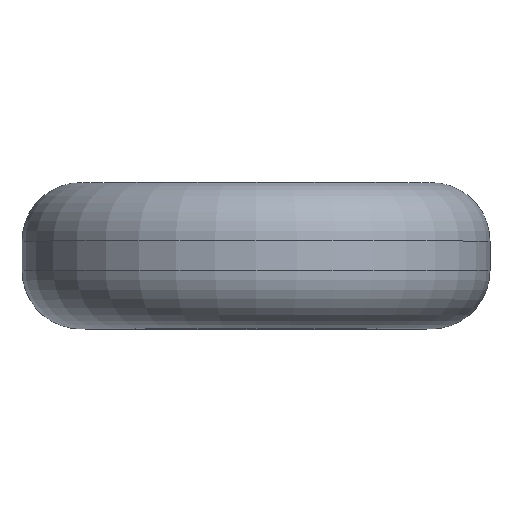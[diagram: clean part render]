
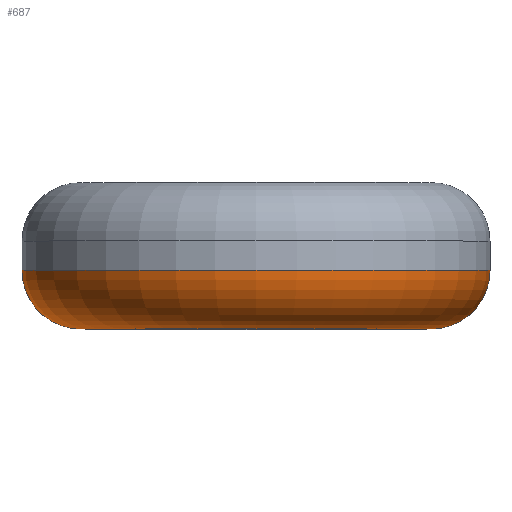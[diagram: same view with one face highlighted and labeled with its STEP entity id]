
A CAD part, top view. The second image highlights one B-rep face of the part: STEP entity #687.
In plain terms, the highlighted toroidal (fillet/blend) face has major radius 3 mm and minor radius 1 mm.
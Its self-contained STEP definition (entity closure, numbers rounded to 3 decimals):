
#687 = ADVANCED_FACE('',(#688),#726,.T.);
#688 = FACE_BOUND('',#689,.T.);
#689 = EDGE_LOOP('',(#690,#701,#710,#719));
#690 = ORIENTED_EDGE('',*,*,#691,.F.);
#691 = EDGE_CURVE('',#692,#694,#696,.T.);
#692 = VERTEX_POINT('',#693);
#693 = CARTESIAN_POINT('',(-1.6,-0.928,6.367));
#694 = VERTEX_POINT('',#695);
#695 = CARTESIAN_POINT('',(6.4,-0.928,6.367));
#696 = CIRCLE('',#697,4.);
#697 = AXIS2_PLACEMENT_3D('',#698,#699,#700);
#698 = CARTESIAN_POINT('',(2.4,-0.928,6.367));
#699 = DIRECTION('',(0.,1.,0.));
#700 = DIRECTION('',(1.,0.,0.));
#701 = ORIENTED_EDGE('',*,*,#702,.T.);
#702 = EDGE_CURVE('',#692,#703,#705,.T.);
#703 = VERTEX_POINT('',#704);
#704 = CARTESIAN_POINT('',(-0.6,-1.928,6.367));
#705 = CIRCLE('',#706,1.);
#706 = AXIS2_PLACEMENT_3D('',#707,#708,#709);
#707 = CARTESIAN_POINT('',(-0.6,-0.928,6.367));
#708 = DIRECTION('',(0.,0.,1.));
#709 = DIRECTION('',(-1.,0.,0.));
#710 = ORIENTED_EDGE('',*,*,#711,.F.);
#711 = EDGE_CURVE('',#712,#703,#714,.T.);
#712 = VERTEX_POINT('',#713);
#713 = CARTESIAN_POINT('',(5.4,-1.928,6.367));
#714 = CIRCLE('',#715,3.);
#715 = AXIS2_PLACEMENT_3D('',#716,#717,#718);
#716 = CARTESIAN_POINT('',(2.4,-1.928,6.367));
#717 = DIRECTION('',(0.,-1.,0.));
#718 = DIRECTION('',(1.,0.,0.));
#719 = ORIENTED_EDGE('',*,*,#720,.F.);
#720 = EDGE_CURVE('',#694,#712,#721,.T.);
#721 = CIRCLE('',#722,1.);
#722 = AXIS2_PLACEMENT_3D('',#723,#724,#725);
#723 = CARTESIAN_POINT('',(5.4,-0.928,6.367));
#724 = DIRECTION('',(0.,0.,-1.));
#725 = DIRECTION('',(0.,1.,0.));
#726 = TOROIDAL_SURFACE('',#727,3.,1.);
#727 = AXIS2_PLACEMENT_3D('',#728,#729,#730);
#728 = CARTESIAN_POINT('',(2.4,-0.928,6.367));
#729 = DIRECTION('',(0.,-1.,0.));
#730 = DIRECTION('',(1.,0.,0.));
